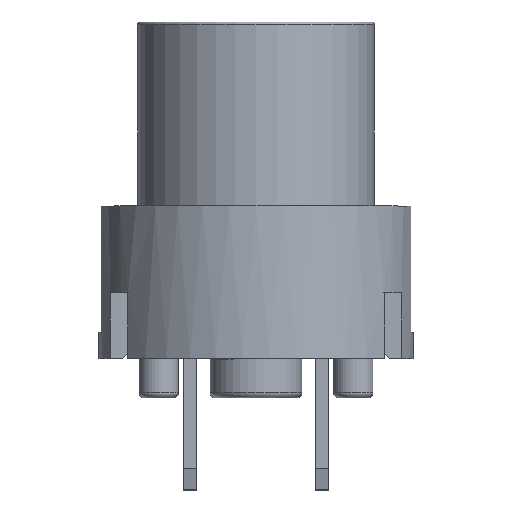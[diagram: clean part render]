
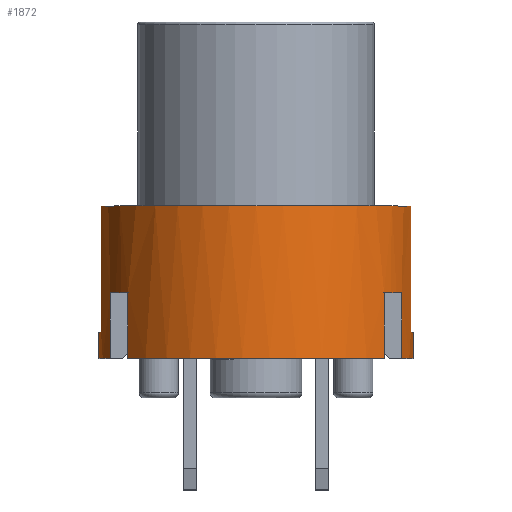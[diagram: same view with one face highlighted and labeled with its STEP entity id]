
A CAD part, top view. The second image highlights one B-rep face of the part: STEP entity #1872.
In plain terms, the highlighted cylindrical face has radius 6 mm (diameter 12 mm), a partial arc.
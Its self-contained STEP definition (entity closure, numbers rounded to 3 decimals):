
#46=CIRCLE('',#1999,6.);
#47=CIRCLE('',#2000,6.);
#48=CIRCLE('',#2001,6.);
#50=CIRCLE('',#2004,6.);
#51=CIRCLE('',#2006,6.);
#52=CIRCLE('',#2007,6.);
#53=CIRCLE('',#2008,6.);
#54=CIRCLE('',#2009,6.);
#55=CIRCLE('',#2010,6.);
#56=CIRCLE('',#2011,6.);
#57=CIRCLE('',#2012,6.);
#58=CIRCLE('',#2013,6.);
#59=CIRCLE('',#2014,6.);
#60=CIRCLE('',#2015,6.);
#85=CYLINDRICAL_SURFACE('',#2005,6.);
#170=ORIENTED_EDGE('',*,*,#705,.F.);
#171=ORIENTED_EDGE('',*,*,#693,.F.);
#172=ORIENTED_EDGE('',*,*,#706,.T.);
#173=ORIENTED_EDGE('',*,*,#707,.T.);
#174=ORIENTED_EDGE('',*,*,#708,.F.);
#175=ORIENTED_EDGE('',*,*,#698,.F.);
#176=ORIENTED_EDGE('',*,*,#709,.T.);
#177=ORIENTED_EDGE('',*,*,#710,.F.);
#178=ORIENTED_EDGE('',*,*,#711,.F.);
#179=ORIENTED_EDGE('',*,*,#712,.F.);
#180=ORIENTED_EDGE('',*,*,#713,.T.);
#181=ORIENTED_EDGE('',*,*,#714,.F.);
#182=ORIENTED_EDGE('',*,*,#715,.F.);
#183=ORIENTED_EDGE('',*,*,#716,.F.);
#184=ORIENTED_EDGE('',*,*,#717,.T.);
#185=ORIENTED_EDGE('',*,*,#718,.F.);
#186=ORIENTED_EDGE('',*,*,#684,.F.);
#187=ORIENTED_EDGE('',*,*,#719,.F.);
#188=ORIENTED_EDGE('',*,*,#720,.T.);
#189=ORIENTED_EDGE('',*,*,#721,.F.);
#190=ORIENTED_EDGE('',*,*,#652,.F.);
#191=ORIENTED_EDGE('',*,*,#722,.F.);
#192=ORIENTED_EDGE('',*,*,#723,.T.);
#193=ORIENTED_EDGE('',*,*,#724,.F.);
#194=ORIENTED_EDGE('',*,*,#725,.F.);
#195=ORIENTED_EDGE('',*,*,#696,.F.);
#196=ORIENTED_EDGE('',*,*,#726,.T.);
#197=ORIENTED_EDGE('',*,*,#704,.T.);
#652=EDGE_CURVE('',#921,#922,#1106,.T.);
#684=EDGE_CURVE('',#951,#952,#1125,.T.);
#693=EDGE_CURVE('',#960,#961,#46,.T.);
#696=EDGE_CURVE('',#962,#963,#47,.T.);
#698=EDGE_CURVE('',#964,#965,#48,.T.);
#704=EDGE_CURVE('',#968,#969,#50,.T.);
#705=EDGE_CURVE('',#961,#969,#1139,.T.);
#706=EDGE_CURVE('',#960,#970,#1140,.T.);
#707=EDGE_CURVE('',#970,#971,#51,.T.);
#708=EDGE_CURVE('',#965,#971,#1141,.T.);
#709=EDGE_CURVE('',#964,#972,#1142,.T.);
#710=EDGE_CURVE('',#973,#972,#52,.T.);
#711=EDGE_CURVE('',#974,#973,#1143,.T.);
#712=EDGE_CURVE('',#975,#974,#53,.T.);
#713=EDGE_CURVE('',#975,#976,#1144,.T.);
#714=EDGE_CURVE('',#977,#976,#54,.T.);
#715=EDGE_CURVE('',#978,#977,#1145,.T.);
#716=EDGE_CURVE('',#979,#978,#55,.T.);
#717=EDGE_CURVE('',#979,#980,#1146,.T.);
#718=EDGE_CURVE('',#952,#980,#56,.T.);
#719=EDGE_CURVE('',#981,#951,#57,.T.);
#720=EDGE_CURVE('',#981,#982,#1147,.T.);
#721=EDGE_CURVE('',#922,#982,#58,.T.);
#722=EDGE_CURVE('',#983,#921,#59,.T.);
#723=EDGE_CURVE('',#983,#984,#1148,.T.);
#724=EDGE_CURVE('',#985,#984,#60,.T.);
#725=EDGE_CURVE('',#963,#985,#1149,.T.);
#726=EDGE_CURVE('',#962,#968,#1150,.T.);
#921=VERTEX_POINT('',#2691);
#922=VERTEX_POINT('',#2693);
#951=VERTEX_POINT('',#2762);
#952=VERTEX_POINT('',#2764);
#960=VERTEX_POINT('',#2786);
#961=VERTEX_POINT('',#2787);
#962=VERTEX_POINT('',#2790);
#963=VERTEX_POINT('',#2792);
#964=VERTEX_POINT('',#2794);
#965=VERTEX_POINT('',#2796);
#968=VERTEX_POINT('',#2804);
#969=VERTEX_POINT('',#2806);
#970=VERTEX_POINT('',#2811);
#971=VERTEX_POINT('',#2813);
#972=VERTEX_POINT('',#2816);
#973=VERTEX_POINT('',#2818);
#974=VERTEX_POINT('',#2820);
#975=VERTEX_POINT('',#2822);
#976=VERTEX_POINT('',#2824);
#977=VERTEX_POINT('',#2826);
#978=VERTEX_POINT('',#2828);
#979=VERTEX_POINT('',#2830);
#980=VERTEX_POINT('',#2832);
#981=VERTEX_POINT('',#2835);
#982=VERTEX_POINT('',#2837);
#983=VERTEX_POINT('',#2840);
#984=VERTEX_POINT('',#2842);
#985=VERTEX_POINT('',#2844);
#1106=LINE('',#2692,#1316);
#1125=LINE('',#2763,#1335);
#1139=LINE('',#2809,#1349);
#1140=LINE('',#2810,#1350);
#1141=LINE('',#2814,#1351);
#1142=LINE('',#2815,#1352);
#1143=LINE('',#2819,#1353);
#1144=LINE('',#2823,#1354);
#1145=LINE('',#2827,#1355);
#1146=LINE('',#2831,#1356);
#1147=LINE('',#2836,#1357);
#1148=LINE('',#2841,#1358);
#1149=LINE('',#2845,#1359);
#1150=LINE('',#2846,#1360);
#1316=VECTOR('',#2155,1000.);
#1335=VECTOR('',#2206,1000.);
#1349=VECTOR('',#2240,1000.);
#1350=VECTOR('',#2241,1000.);
#1351=VECTOR('',#2244,1000.);
#1352=VECTOR('',#2245,1000.);
#1353=VECTOR('',#2248,1000.);
#1354=VECTOR('',#2251,1000.);
#1355=VECTOR('',#2254,1000.);
#1356=VECTOR('',#2257,1000.);
#1357=VECTOR('',#2262,1000.);
#1358=VECTOR('',#2267,1000.);
#1359=VECTOR('',#2270,1000.);
#1360=VECTOR('',#2271,1000.);
#1526=EDGE_LOOP('',(#170,#171,#172,#173,#174,#175,#176,#177,#178,#179,#180,
#181,#182,#183,#184,#185,#186,#187,#188,#189,#190,#191,#192,#193,#194,#195,
#196,#197));
#1654=FACE_BOUND('',#1526,.T.);
#1872=ADVANCED_FACE('',(#1654),#85,.T.);
#1999=AXIS2_PLACEMENT_3D('',#2785,#2219,#2220);
#2000=AXIS2_PLACEMENT_3D('',#2791,#2223,#2224);
#2001=AXIS2_PLACEMENT_3D('',#2795,#2226,#2227);
#2004=AXIS2_PLACEMENT_3D('',#2807,#2236,#2237);
#2005=AXIS2_PLACEMENT_3D('',#2808,#2238,#2239);
#2006=AXIS2_PLACEMENT_3D('',#2812,#2242,#2243);
#2007=AXIS2_PLACEMENT_3D('',#2817,#2246,#2247);
#2008=AXIS2_PLACEMENT_3D('',#2821,#2249,#2250);
#2009=AXIS2_PLACEMENT_3D('',#2825,#2252,#2253);
#2010=AXIS2_PLACEMENT_3D('',#2829,#2255,#2256);
#2011=AXIS2_PLACEMENT_3D('',#2833,#2258,#2259);
#2012=AXIS2_PLACEMENT_3D('',#2834,#2260,#2261);
#2013=AXIS2_PLACEMENT_3D('',#2838,#2263,#2264);
#2014=AXIS2_PLACEMENT_3D('',#2839,#2265,#2266);
#2015=AXIS2_PLACEMENT_3D('',#2843,#2268,#2269);
#2155=DIRECTION('',(0.,-1.,0.));
#2206=DIRECTION('',(0.,-1.,0.));
#2219=DIRECTION('',(0.,1.,0.));
#2220=DIRECTION('',(-0.983,0.,0.183));
#2223=DIRECTION('',(0.,1.,0.));
#2224=DIRECTION('',(0.983,0.,-0.183));
#2226=DIRECTION('',(0.,1.,0.));
#2227=DIRECTION('',(-0.436,0.,-0.9));
#2236=DIRECTION('',(0.,-1.,0.));
#2237=DIRECTION('',(0.983,0.,-0.183));
#2238=DIRECTION('',(0.,1.,0.));
#2239=DIRECTION('',(-1.,0.,0.));
#2240=DIRECTION('',(0.,-1.,0.));
#2241=DIRECTION('',(0.,-1.,0.));
#2242=DIRECTION('',(0.,-1.,0.));
#2243=DIRECTION('',(-0.983,0.,0.183));
#2244=DIRECTION('',(0.,-1.,0.));
#2245=DIRECTION('',(0.,-1.,0.));
#2246=DIRECTION('',(0.,-1.,0.));
#2247=DIRECTION('',(-0.812,0.,-0.583));
#2248=DIRECTION('',(0.,-1.,0.));
#2249=DIRECTION('',(0.,-1.,0.));
#2250=DIRECTION('',(0.,0.,1.));
#2251=DIRECTION('',(0.,-1.,0.));
#2252=DIRECTION('',(0.,-1.,0.));
#2253=DIRECTION('',(-0.924,0.,0.383));
#2254=DIRECTION('',(0.,-1.,0.));
#2255=DIRECTION('',(0.,-1.,0.));
#2256=DIRECTION('',(-0.812,0.,0.583));
#2257=DIRECTION('',(0.,-1.,0.));
#2258=DIRECTION('',(0.,-1.,0.));
#2259=DIRECTION('',(0.812,0.,0.583));
#2260=DIRECTION('',(0.,-1.,0.));
#2261=DIRECTION('',(0.924,0.,0.383));
#2262=DIRECTION('',(0.,-1.,0.));
#2263=DIRECTION('',(0.,-1.,0.));
#2264=DIRECTION('',(0.924,0.,-0.383));
#2265=DIRECTION('',(0.,-1.,0.));
#2266=DIRECTION('',(0.,0.,1.));
#2267=DIRECTION('',(0.,-1.,0.));
#2268=DIRECTION('',(0.,-1.,0.));
#2269=DIRECTION('',(0.436,0.,-0.9));
#2270=DIRECTION('',(0.,-1.,0.));
#2271=DIRECTION('',(0.,-1.,0.));
#2691=CARTESIAN_POINT('',(5.542,-10.3,-2.3));
#2692=CARTESIAN_POINT('',(5.542,-10.3,-2.3));
#2693=CARTESIAN_POINT('',(5.542,-12.8,-2.3));
#2762=CARTESIAN_POINT('',(4.873,-10.3,3.5));
#2763=CARTESIAN_POINT('',(4.873,-10.3,3.5));
#2764=CARTESIAN_POINT('',(4.873,-12.8,3.5));
#2785=CARTESIAN_POINT('',(0.,-7.,0.));
#2786=CARTESIAN_POINT('',(-5.898,-7.,1.1));
#2787=CARTESIAN_POINT('',(5.898,-7.,1.1));
#2790=CARTESIAN_POINT('',(5.898,-7.,-1.1));
#2791=CARTESIAN_POINT('',(0.,-7.,0.));
#2792=CARTESIAN_POINT('',(2.615,-7.,-5.4));
#2794=CARTESIAN_POINT('',(-2.615,-7.,-5.4));
#2795=CARTESIAN_POINT('',(0.,-7.,0.));
#2796=CARTESIAN_POINT('',(-5.898,-7.,-1.1));
#2804=CARTESIAN_POINT('',(5.898,-11.8,-1.1));
#2806=CARTESIAN_POINT('',(5.898,-11.8,1.1));
#2807=CARTESIAN_POINT('',(0.,-11.8,0.));
#2808=CARTESIAN_POINT('',(0.,-7.,0.));
#2809=CARTESIAN_POINT('',(5.898,-7.,1.1));
#2810=CARTESIAN_POINT('',(-5.898,-7.,1.1));
#2811=CARTESIAN_POINT('',(-5.898,-11.8,1.1));
#2812=CARTESIAN_POINT('',(0.,-11.8,0.));
#2813=CARTESIAN_POINT('',(-5.898,-11.8,-1.1));
#2814=CARTESIAN_POINT('',(-5.898,-7.,-1.1));
#2815=CARTESIAN_POINT('',(-2.615,-7.,-5.4));
#2816=CARTESIAN_POINT('',(-2.615,-12.8,-5.4));
#2817=CARTESIAN_POINT('',(0.,-12.8,0.));
#2818=CARTESIAN_POINT('',(-4.873,-12.8,-3.5));
#2819=CARTESIAN_POINT('',(-4.873,-10.3,-3.5));
#2820=CARTESIAN_POINT('',(-4.873,-10.3,-3.5));
#2821=CARTESIAN_POINT('',(0.,-10.3,0.));
#2822=CARTESIAN_POINT('',(-5.542,-10.3,-2.3));
#2823=CARTESIAN_POINT('',(-5.542,-10.3,-2.3));
#2824=CARTESIAN_POINT('',(-5.542,-12.8,-2.3));
#2825=CARTESIAN_POINT('',(0.,-12.8,0.));
#2826=CARTESIAN_POINT('',(-5.542,-12.8,2.3));
#2827=CARTESIAN_POINT('',(-5.542,-10.3,2.3));
#2828=CARTESIAN_POINT('',(-5.542,-10.3,2.3));
#2829=CARTESIAN_POINT('',(0.,-10.3,0.));
#2830=CARTESIAN_POINT('',(-4.873,-10.3,3.5));
#2831=CARTESIAN_POINT('',(-4.873,-10.3,3.5));
#2832=CARTESIAN_POINT('',(-4.873,-12.8,3.5));
#2833=CARTESIAN_POINT('',(0.,-12.8,0.));
#2834=CARTESIAN_POINT('',(0.,-10.3,0.));
#2835=CARTESIAN_POINT('',(5.542,-10.3,2.3));
#2836=CARTESIAN_POINT('',(5.542,-10.3,2.3));
#2837=CARTESIAN_POINT('',(5.542,-12.8,2.3));
#2838=CARTESIAN_POINT('',(0.,-12.8,0.));
#2839=CARTESIAN_POINT('',(0.,-10.3,0.));
#2840=CARTESIAN_POINT('',(4.873,-10.3,-3.5));
#2841=CARTESIAN_POINT('',(4.873,-10.3,-3.5));
#2842=CARTESIAN_POINT('',(4.873,-12.8,-3.5));
#2843=CARTESIAN_POINT('',(0.,-12.8,0.));
#2844=CARTESIAN_POINT('',(2.615,-12.8,-5.4));
#2845=CARTESIAN_POINT('',(2.615,-7.,-5.4));
#2846=CARTESIAN_POINT('',(5.898,-7.,-1.1));
